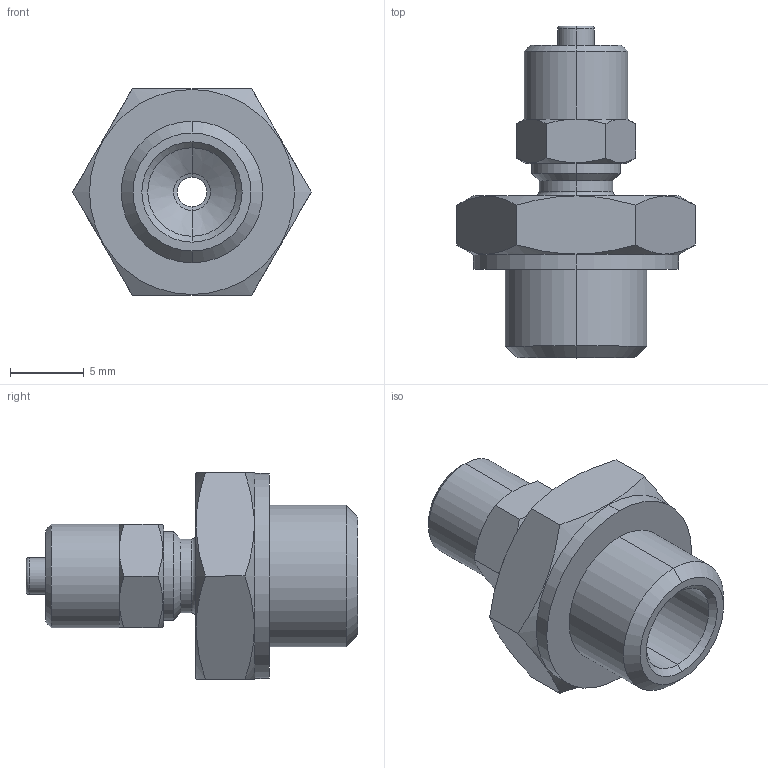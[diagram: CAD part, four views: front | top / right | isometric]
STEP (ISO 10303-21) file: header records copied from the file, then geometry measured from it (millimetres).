
FILE_DESCRIPTION(( 'MC.12A.04.18.STEP' ), '1');
FILE_NAME( 'MC.12A.04.18.STEP', '2018-10-01T15:43:46',( 'Sopra'),('sopra-pneumatic.com'), 'SwSTEP 2.0','SolidWorks 2009','' );
FILE_SCHEMA (( 'CONFIG_CONTROL_DESIGN' ));
Length unit declared in the file: millimetre
Products named in the file (1): 02020011
Bounding box: 16.17 x 22.5 x 14 mm (x, y, z)
Volume: 1292.3 mm3; surface area: 1263 mm2
Topology: 1 solids, 1 shells, 71 faces, 156 edges, 92 vertices
Faces by surface type: cone 28, cylinder 20, plane 19, torus 4
Entity records: 2165 total; most frequent: CARTESIAN_POINT 548, DIRECTION 330, ORIENTED_EDGE 312, EDGE_CURVE 156, AXIS2_PLACEMENT_3D 138, VERTEX_POINT 92, EDGE_LOOP 78, ADVANCED_FACE 71
